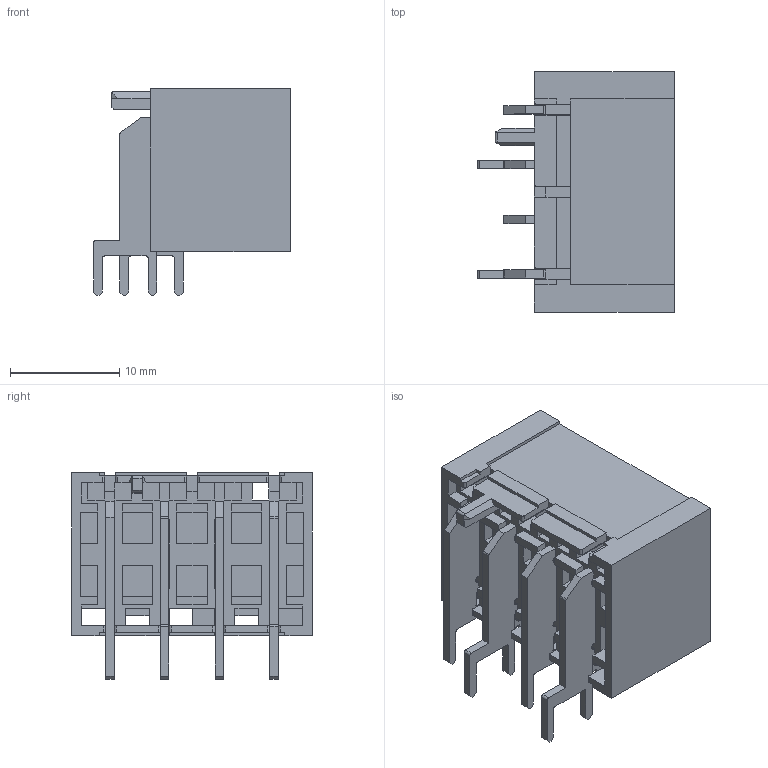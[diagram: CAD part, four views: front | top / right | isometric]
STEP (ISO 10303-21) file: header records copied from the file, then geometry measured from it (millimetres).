
FILE_DESCRIPTION(/* description */ ('Unknown'),/* implementation_level */ '2;1');
FILE_NAME(/* name */ '637101120104',/* time_stamp */ '2023-10-04T15:04:37+02:00',/* author */ ('Unknown'),/* organization */ ('Unknown'),/* preprocessor_version */ 'ST-DEVELOPER v18.102',/* originating_system */ 'Solid Edge',/* authorisation */ 'Unknown');
FILE_SCHEMA (('AUTOMOTIVE_DESIGN {1 0 10303 214 3 1 1}'));
Length unit declared in the file: millimetre
Products named in the file (4): 63710112xxxx; 637101120104; 63710112xxxx_Blade 2; 63710112xxxx_Blade 1
Assembly tree (5 placements, depth 2):
  63710112xxxx
    637101120104
    63710112xxxx_Blade 2  x2
    63710112xxxx_Blade 1  x2
Bounding box: 18 x 22 x 18.9 mm (x, y, z)
Volume: 1544.8 mm3; surface area: 4212.2 mm2
Topology: 5 solids, 5 shells, 514 faces, 1507 edges, 980 vertices
Faces by surface type: plane 470, cylinder 44
Full cylindrical faces by diameter (mm): 2 x4
Entity records: 14203 total; most frequent: ORIENTED_EDGE 2534, CARTESIAN_POINT 2525, DIRECTION 2205, EDGE_CURVE 1267, LINE 1205, VECTOR 1205, VERTEX_POINT 820, AXIS2_PLACEMENT_3D 500
